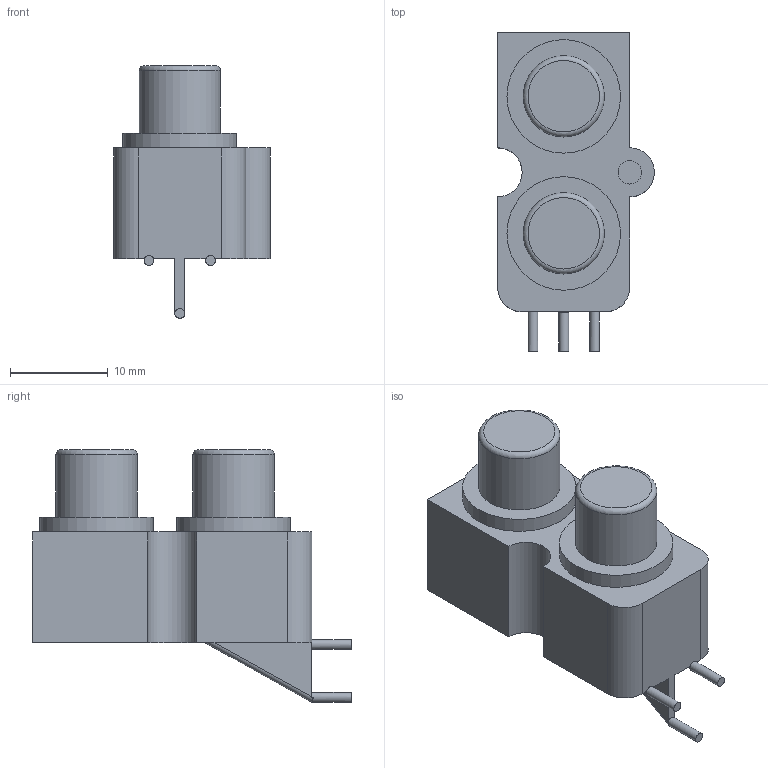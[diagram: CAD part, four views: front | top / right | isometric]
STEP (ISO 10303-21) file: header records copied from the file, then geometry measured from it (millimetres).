
FILE_DESCRIPTION(/* description */ (''),/* implementation_level */ '2;1');
FILE_NAME(/* name */ 'RCA-226P.stp',/* time_stamp */ '2020-03-02T14:34:29+01:00',/* author */ ('m.hasebos'),/* organization */ (''),/* preprocessor_version */ 'ST-DEVELOPER v17',/* originating_system */ 'Autodesk Inventor 2019',/* authorisation */ '');
FILE_SCHEMA (('AUTOMOTIVE_DESIGN { 1 0 10303 214 3 1 1 }'));
Length unit declared in the file: millimetre
Products named in the file (1): RCA-226P
Bounding box: 16 x 32.5 x 25.8 mm (x, y, z)
Volume: 5374.6 mm3; surface area: 2395.9 mm2
Topology: 1 solids, 1 shells, 39 faces, 91 edges, 59 vertices
Faces by surface type: plane 22, cylinder 13, torus 2, bspline 2
Full cylindrical faces by diameter (mm): 1 x3, 2.4 x1, 8.3 x2, 11.6 x2
Entity records: 1322 total; most frequent: CARTESIAN_POINT 297, DIRECTION 207, ORIENTED_EDGE 182, EDGE_CURVE 91, AXIS2_PLACEMENT_3D 81, VERTEX_POINT 59, LINE 45, VECTOR 45
